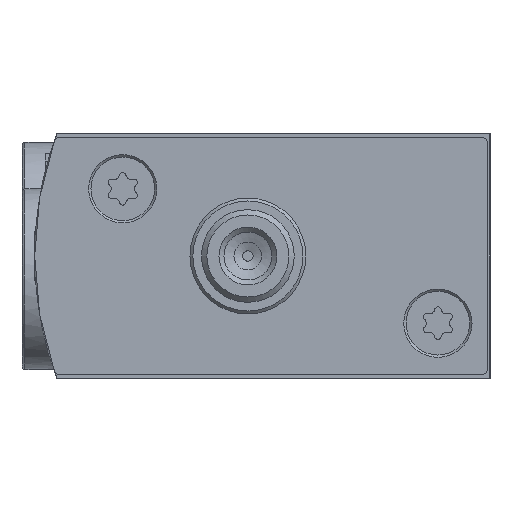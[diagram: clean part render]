
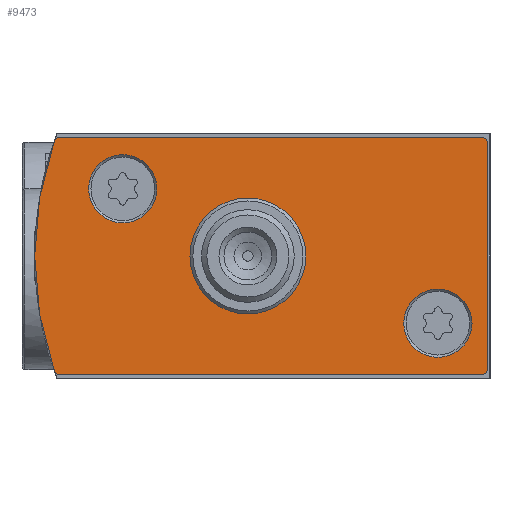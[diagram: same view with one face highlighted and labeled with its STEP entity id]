
A CAD part, left-side view. The second image highlights one B-rep face of the part: STEP entity #9473.
In plain terms, the highlighted planar face has unit normal (-1, 0, 0).
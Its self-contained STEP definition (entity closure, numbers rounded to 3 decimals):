
#877=LINE('',#16752,#1814);
#895=LINE('',#16789,#1832);
#900=LINE('',#16807,#1837);
#1814=VECTOR('',#13859,1000.);
#1832=VECTOR('',#13879,1000.);
#1837=VECTOR('',#13898,1000.);
#3840=ORIENTED_EDGE('',*,*,#5620,.F.);
#3841=ORIENTED_EDGE('',*,*,#5621,.T.);
#3842=ORIENTED_EDGE('',*,*,#5622,.T.);
#3843=ORIENTED_EDGE('',*,*,#5602,.F.);
#3844=ORIENTED_EDGE('',*,*,#5616,.F.);
#3845=ORIENTED_EDGE('',*,*,#5552,.F.);
#3846=ORIENTED_EDGE('',*,*,#5614,.F.);
#3847=ORIENTED_EDGE('',*,*,#5611,.F.);
#3848=ORIENTED_EDGE('',*,*,#5608,.F.);
#3849=ORIENTED_EDGE('',*,*,#5584,.F.);
#3850=ORIENTED_EDGE('',*,*,#5606,.F.);
#5552=EDGE_CURVE('',#6609,#6610,#7172,.T.);
#5584=EDGE_CURVE('',#6641,#6642,#877,.T.);
#5602=EDGE_CURVE('',#6659,#6660,#895,.T.);
#5606=EDGE_CURVE('',#6660,#6641,#7181,.T.);
#5608=EDGE_CURVE('',#6642,#6663,#7183,.T.);
#5611=EDGE_CURVE('',#6663,#6665,#900,.T.);
#5614=EDGE_CURVE('',#6665,#6609,#7185,.T.);
#5616=EDGE_CURVE('',#6610,#6659,#7187,.T.);
#5620=EDGE_CURVE('',#6669,#6669,#7191,.F.);
#5621=EDGE_CURVE('',#6670,#6670,#7192,.T.);
#5622=EDGE_CURVE('',#6671,#6671,#7193,.T.);
#6609=VERTEX_POINT('',#16679);
#6610=VERTEX_POINT('',#16680);
#6641=VERTEX_POINT('',#16753);
#6642=VERTEX_POINT('',#16754);
#6659=VERTEX_POINT('',#16790);
#6660=VERTEX_POINT('',#16791);
#6663=VERTEX_POINT('',#16802);
#6665=VERTEX_POINT('',#16808);
#6669=VERTEX_POINT('',#16825);
#6670=VERTEX_POINT('',#16827);
#6671=VERTEX_POINT('',#16829);
#7172=CIRCLE('',#11777,30.);
#7181=CIRCLE('',#11789,0.5);
#7183=CIRCLE('',#11792,0.5);
#7185=CIRCLE('',#11796,0.5);
#7187=CIRCLE('',#11799,0.5);
#7191=CIRCLE('',#11805,5.);
#7192=CIRCLE('',#11806,2.95);
#7193=CIRCLE('',#11807,2.95);
#7729=EDGE_LOOP('',(#3840));
#7730=EDGE_LOOP('',(#3841));
#7731=EDGE_LOOP('',(#3842));
#7732=EDGE_LOOP('',(#3843,#3844,#3845,#3846,#3847,#3848,#3849,#3850));
#8468=FACE_BOUND('',#7729,.T.);
#8469=FACE_BOUND('',#7730,.T.);
#8470=FACE_BOUND('',#7731,.T.);
#8471=FACE_BOUND('',#7732,.T.);
#8988=PLANE('',#11804);
#9473=ADVANCED_FACE('',(#8468,#8469,#8470,#8471),#8988,.F.);
#11777=AXIS2_PLACEMENT_3D('',#16678,#13819,#13820);
#11789=AXIS2_PLACEMENT_3D('',#16798,#13885,#13886);
#11792=AXIS2_PLACEMENT_3D('',#16801,#13891,#13892);
#11796=AXIS2_PLACEMENT_3D('',#16813,#13903,#13904);
#11799=AXIS2_PLACEMENT_3D('',#16816,#13909,#13910);
#11804=AXIS2_PLACEMENT_3D('',#16823,#13919,#13920);
#11805=AXIS2_PLACEMENT_3D('',#16824,#13921,#13922);
#11806=AXIS2_PLACEMENT_3D('',#16826,#13923,#13924);
#11807=AXIS2_PLACEMENT_3D('',#16828,#13925,#13926);
#13819=DIRECTION('',(1.,0.,0.));
#13820=DIRECTION('',(0.,0.,-1.));
#13859=DIRECTION('',(0.,0.,-1.));
#13879=DIRECTION('',(0.,-1.,0.));
#13885=DIRECTION('',(1.,0.,0.));
#13886=DIRECTION('',(0.,0.,-1.));
#13891=DIRECTION('',(1.,0.,0.));
#13892=DIRECTION('',(0.,0.,-1.));
#13898=DIRECTION('',(0.,1.,0.));
#13903=DIRECTION('',(1.,0.,0.));
#13904=DIRECTION('',(0.,0.,-1.));
#13909=DIRECTION('',(1.,0.,0.));
#13910=DIRECTION('',(0.,0.,-1.));
#13919=DIRECTION('',(1.,0.,0.));
#13920=DIRECTION('',(0.,0.,-1.));
#13921=DIRECTION('',(1.,0.,0.));
#13922=DIRECTION('',(0.,0.,-1.));
#13923=DIRECTION('',(1.,0.,0.));
#13924=DIRECTION('',(0.,0.,-1.));
#13925=DIRECTION('',(1.,0.,0.));
#13926=DIRECTION('',(0.,0.,-1.));
#16678=CARTESIAN_POINT('',(0.,9.3,0.));
#16679=CARTESIAN_POINT('',(0.,37.614,-9.915));
#16680=CARTESIAN_POINT('',(0.,37.614,9.915));
#16752=CARTESIAN_POINT('',(0.,0.2,9.75));
#16753=CARTESIAN_POINT('',(0.,0.2,9.75));
#16754=CARTESIAN_POINT('',(0.,0.2,-9.75));
#16789=CARTESIAN_POINT('',(0.,37.142,10.25));
#16790=CARTESIAN_POINT('',(0.,37.142,10.25));
#16791=CARTESIAN_POINT('',(0.,0.7,10.25));
#16798=CARTESIAN_POINT('',(0.,0.7,9.75));
#16801=CARTESIAN_POINT('',(0.,0.7,-9.75));
#16802=CARTESIAN_POINT('',(0.,0.7,-10.25));
#16807=CARTESIAN_POINT('',(0.,0.7,-10.25));
#16808=CARTESIAN_POINT('',(0.,37.142,-10.25));
#16813=CARTESIAN_POINT('',(0.,37.142,-9.75));
#16816=CARTESIAN_POINT('',(0.,37.142,9.75));
#16823=CARTESIAN_POINT('',(0.,0.7,9.75));
#16824=CARTESIAN_POINT('',(0.,20.9,0.));
#16825=CARTESIAN_POINT('',(0.,20.9,-5.));
#16826=CARTESIAN_POINT('',(0.,31.7,5.8));
#16827=CARTESIAN_POINT('',(0.,31.7,2.85));
#16828=CARTESIAN_POINT('',(0.,4.5,-5.8));
#16829=CARTESIAN_POINT('',(0.,4.5,-8.75));
